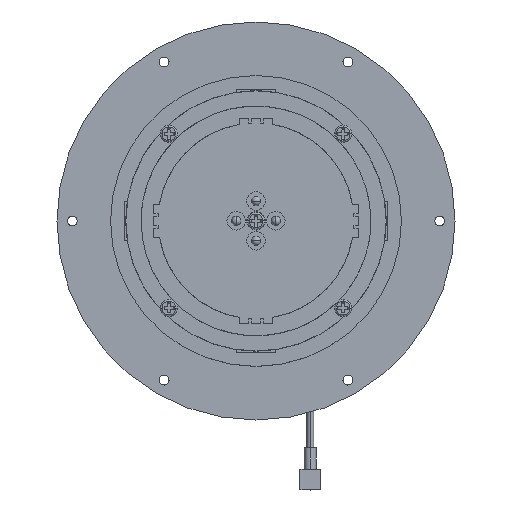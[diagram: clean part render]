
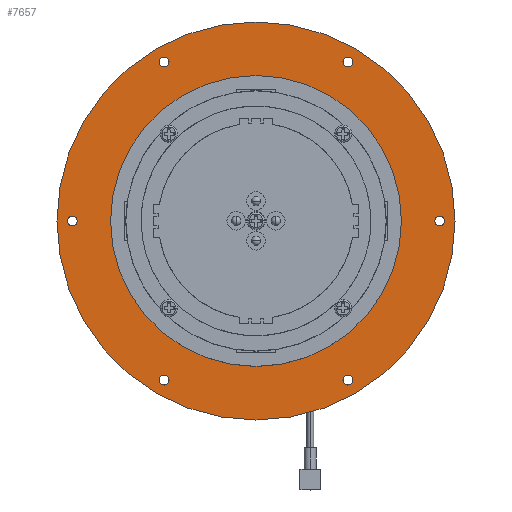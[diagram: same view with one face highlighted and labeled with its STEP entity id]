
A CAD part, top view. The second image highlights one B-rep face of the part: STEP entity #7657.
In plain terms, the highlighted planar face has unit normal (0, 0, 1).
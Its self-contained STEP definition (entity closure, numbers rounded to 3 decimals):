
#147 = EDGE_CURVE ( 'NONE', #1554, #6358, #9414, .T. ) ;
#227 = EDGE_LOOP ( 'NONE', ( #5418, #9235 ) ) ;
#336 = CARTESIAN_POINT ( 'NONE',  ( -347.625, -205.987, 1. ) ) ;
#493 = VERTEX_POINT ( 'NONE', #336 ) ;
#500 = DIRECTION ( 'NONE',  ( 1., 0., 0. ) ) ;
#556 = CARTESIAN_POINT ( 'NONE',  ( -376.025, -257.949, 1. ) ) ;
#594 = DIRECTION ( 'NONE',  ( 0., 0., 1. ) ) ;
#727 = DIRECTION ( 'NONE',  ( 1., 0., 0. ) ) ;
#774 = CARTESIAN_POINT ( 'NONE',  ( -374.425, -154.026, 1. ) ) ;
#852 = ORIENTED_EDGE ( 'NONE', *, *, #2860, .F. ) ;
#995 = ORIENTED_EDGE ( 'NONE', *, *, #2625, .F. ) ;
#1079 = EDGE_CURVE ( 'NONE', #7677, #2258, #2098, .T. ) ;
#1086 = DIRECTION ( 'NONE',  ( 0., 0., 1. ) ) ;
#1133 = ORIENTED_EDGE ( 'NONE', *, *, #3796, .T. ) ;
#1181 = DIRECTION ( 'NONE',  ( 0., 0., 1. ) ) ;
#1220 = CARTESIAN_POINT ( 'NONE',  ( -376.025, -154.026, 1. ) ) ;
#1352 = ORIENTED_EDGE ( 'NONE', *, *, #5654, .F. ) ;
#1382 = EDGE_CURVE ( 'NONE', #5833, #5471, #3326, .T. ) ;
#1408 = CARTESIAN_POINT ( 'NONE',  ( -466.025, -205.987, 1. ) ) ;
#1416 = DIRECTION ( 'NONE',  ( 1., 0., 0. ) ) ;
#1422 = DIRECTION ( 'NONE',  ( 0., 0., 1. ) ) ;
#1455 = EDGE_CURVE ( 'NONE', #5471, #5833, #3748, .T. ) ;
#1527 = EDGE_LOOP ( 'NONE', ( #2148, #5389 ) ) ;
#1554 = VERTEX_POINT ( 'NONE', #6693 ) ;
#1578 = DIRECTION ( 'NONE',  ( 1., 0., 0. ) ) ;
#1580 = CIRCLE ( 'NONE', #9246, 65. ) ;
#1590 = VERTEX_POINT ( 'NONE', #4459 ) ;
#1604 = AXIS2_PLACEMENT_3D ( 'NONE', #4937, #2773, #5747 ) ;
#1637 = AXIS2_PLACEMENT_3D ( 'NONE', #8653, #594, #500 ) ;
#1673 = ORIENTED_EDGE ( 'NONE', *, *, #1455, .F. ) ;
#1714 = DIRECTION ( 'NONE',  ( 0., 0., 1. ) ) ;
#1803 = EDGE_CURVE ( 'NONE', #3224, #7020, #5896, .T. ) ;
#1839 = DIRECTION ( 'NONE',  ( 1., 0., 0. ) ) ;
#1954 = EDGE_LOOP ( 'NONE', ( #2483, #1352 ) ) ;
#1971 = DIRECTION ( 'NONE',  ( 0., 0., 1. ) ) ;
#1974 = CARTESIAN_POINT ( 'NONE',  ( -391.025, -180.006, 1. ) ) ;
#2069 = CARTESIAN_POINT ( 'NONE',  ( -346.025, -205.987, 1. ) ) ;
#2089 = AXIS2_PLACEMENT_3D ( 'NONE', #1220, #2609, #3343 ) ;
#2092 = EDGE_LOOP ( 'NONE', ( #5537, #1133 ) ) ;
#2098 = CIRCLE ( 'NONE', #2089, 1.6 ) ;
#2111 = CARTESIAN_POINT ( 'NONE',  ( -436.025, -257.949, 1. ) ) ;
#2148 = ORIENTED_EDGE ( 'NONE', *, *, #147, .F. ) ;
#2258 = VERTEX_POINT ( 'NONE', #774 ) ;
#2447 = CARTESIAN_POINT ( 'NONE',  ( -434.425, -154.026, 1. ) ) ;
#2483 = ORIENTED_EDGE ( 'NONE', *, *, #1803, .F. ) ;
#2609 = DIRECTION ( 'NONE',  ( 0., 0., 1. ) ) ;
#2625 = EDGE_CURVE ( 'NONE', #6221, #7016, #8059, .T. ) ;
#2693 = AXIS2_PLACEMENT_3D ( 'NONE', #1408, #4161, #8709 ) ;
#2735 = DIRECTION ( 'NONE',  ( 1., 0., 0. ) ) ;
#2773 = DIRECTION ( 'NONE',  ( 0., 0., 1. ) ) ;
#2860 = EDGE_CURVE ( 'NONE', #493, #5687, #6981, .T. ) ;
#2874 = FACE_BOUND ( 'NONE', #8152, .T. ) ;
#2933 = DIRECTION ( 'NONE',  ( 0., 0., 1. ) ) ;
#2948 = CIRCLE ( 'NONE', #8612, 1.6 ) ;
#3109 = CIRCLE ( 'NONE', #7076, 65. ) ;
#3201 = EDGE_CURVE ( 'NONE', #2258, #7677, #5763, .T. ) ;
#3224 = VERTEX_POINT ( 'NONE', #7243 ) ;
#3326 = CIRCLE ( 'NONE', #5737, 1.6 ) ;
#3343 = DIRECTION ( 'NONE',  ( 1., 0., 0. ) ) ;
#3495 = FACE_BOUND ( 'NONE', #227, .T. ) ;
#3515 = CARTESIAN_POINT ( 'NONE',  ( -436.025, -257.949, 1. ) ) ;
#3529 = DIRECTION ( 'NONE',  ( 1., 0., 0. ) ) ;
#3555 = DIRECTION ( 'NONE',  ( 0., 0., 1. ) ) ;
#3641 = FACE_BOUND ( 'NONE', #1527, .T. ) ;
#3748 = CIRCLE ( 'NONE', #1604, 1.6 ) ;
#3796 = EDGE_CURVE ( 'NONE', #5809, #1590, #3109, .T. ) ;
#3865 = EDGE_LOOP ( 'NONE', ( #995, #5380 ) ) ;
#4161 = DIRECTION ( 'NONE',  ( 0., 0., 1. ) ) ;
#4285 = CARTESIAN_POINT ( 'NONE',  ( -344.425, -205.987, 1. ) ) ;
#4315 = EDGE_CURVE ( 'NONE', #1590, #5809, #1580, .T. ) ;
#4447 = EDGE_LOOP ( 'NONE', ( #1673, #6858 ) ) ;
#4459 = CARTESIAN_POINT ( 'NONE',  ( -471.025, -205.987, 1. ) ) ;
#4495 = CIRCLE ( 'NONE', #6919, 1.6 ) ;
#4707 = DIRECTION ( 'NONE',  ( 1., 0., 0. ) ) ;
#4894 = FACE_BOUND ( 'NONE', #3865, .T. ) ;
#4937 = CARTESIAN_POINT ( 'NONE',  ( -436.025, -154.026, 1. ) ) ;
#5037 = CARTESIAN_POINT ( 'NONE',  ( -436.025, -154.026, 1. ) ) ;
#5112 = CARTESIAN_POINT ( 'NONE',  ( -374.425, -257.949, 1. ) ) ;
#5315 = AXIS2_PLACEMENT_3D ( 'NONE', #2069, #8489, #2735 ) ;
#5380 = ORIENTED_EDGE ( 'NONE', *, *, #8606, .F. ) ;
#5389 = ORIENTED_EDGE ( 'NONE', *, *, #6417, .F. ) ;
#5418 = ORIENTED_EDGE ( 'NONE', *, *, #1079, .F. ) ;
#5471 = VERTEX_POINT ( 'NONE', #8984 ) ;
#5537 = ORIENTED_EDGE ( 'NONE', *, *, #4315, .T. ) ;
#5654 = EDGE_CURVE ( 'NONE', #7020, #3224, #4495, .T. ) ;
#5667 = CARTESIAN_POINT ( 'NONE',  ( -341.025, -205.987, 1. ) ) ;
#5687 = VERTEX_POINT ( 'NONE', #4285 ) ;
#5688 = DIRECTION ( 'NONE',  ( 0., 0., 1. ) ) ;
#5737 = AXIS2_PLACEMENT_3D ( 'NONE', #5037, #1422, #6549 ) ;
#5747 = DIRECTION ( 'NONE',  ( 1., 0., 0. ) ) ;
#5758 = DIRECTION ( 'NONE',  ( 1., 0., 0. ) ) ;
#5763 = CIRCLE ( 'NONE', #1637, 1.6 ) ;
#5809 = VERTEX_POINT ( 'NONE', #5667 ) ;
#5826 = FACE_BOUND ( 'NONE', #4447, .T. ) ;
#5833 = VERTEX_POINT ( 'NONE', #2447 ) ;
#5842 = CARTESIAN_POINT ( 'NONE',  ( -376.025, -257.949, 1. ) ) ;
#5896 = CIRCLE ( 'NONE', #2693, 1.6 ) ;
#5983 = DIRECTION ( 'NONE',  ( 1., 0., 0. ) ) ;
#6154 = ORIENTED_EDGE ( 'NONE', *, *, #7395, .F. ) ;
#6221 = VERTEX_POINT ( 'NONE', #8138 ) ;
#6358 = VERTEX_POINT ( 'NONE', #8429 ) ;
#6396 = DIRECTION ( 'NONE',  ( 1., 0., 0. ) ) ;
#6408 = FACE_BOUND ( 'NONE', #1954, .T. ) ;
#6417 = EDGE_CURVE ( 'NONE', #6358, #1554, #2948, .T. ) ;
#6549 = DIRECTION ( 'NONE',  ( 1., 0., 0. ) ) ;
#6602 = CARTESIAN_POINT ( 'NONE',  ( -406.025, -205.987, 1. ) ) ;
#6693 = CARTESIAN_POINT ( 'NONE',  ( -437.625, -257.949, 1. ) ) ;
#6858 = ORIENTED_EDGE ( 'NONE', *, *, #1382, .F. ) ;
#6919 = AXIS2_PLACEMENT_3D ( 'NONE', #7629, #8504, #1839 ) ;
#6981 = CIRCLE ( 'NONE', #5315, 1.6 ) ;
#7016 = VERTEX_POINT ( 'NONE', #5112 ) ;
#7020 = VERTEX_POINT ( 'NONE', #7339 ) ;
#7076 = AXIS2_PLACEMENT_3D ( 'NONE', #6602, #2933, #5983 ) ;
#7243 = CARTESIAN_POINT ( 'NONE',  ( -467.625, -205.987, 1. ) ) ;
#7280 = AXIS2_PLACEMENT_3D ( 'NONE', #5842, #8730, #5758 ) ;
#7339 = CARTESIAN_POINT ( 'NONE',  ( -464.425, -205.987, 1. ) ) ;
#7380 = AXIS2_PLACEMENT_3D ( 'NONE', #7463, #1714, #1578 ) ;
#7395 = EDGE_CURVE ( 'NONE', #5687, #493, #9237, .T. ) ;
#7463 = CARTESIAN_POINT ( 'NONE',  ( -346.025, -205.987, 1. ) ) ;
#7629 = CARTESIAN_POINT ( 'NONE',  ( -466.025, -205.987, 1. ) ) ;
#7657 = ADVANCED_FACE ( 'NONE', ( #7899, #3495, #5826, #6408, #3641, #4894, #2874 ), #9301, .T. ) ;
#7677 = VERTEX_POINT ( 'NONE', #8715 ) ;
#7702 = AXIS2_PLACEMENT_3D ( 'NONE', #1974, #5688, #1416 ) ;
#7899 = FACE_OUTER_BOUND ( 'NONE', #2092, .T. ) ;
#8059 = CIRCLE ( 'NONE', #7280, 1.6 ) ;
#8138 = CARTESIAN_POINT ( 'NONE',  ( -377.625, -257.949, 1. ) ) ;
#8152 = EDGE_LOOP ( 'NONE', ( #852, #6154 ) ) ;
#8429 = CARTESIAN_POINT ( 'NONE',  ( -434.425, -257.949, 1. ) ) ;
#8489 = DIRECTION ( 'NONE',  ( 0., 0., 1. ) ) ;
#8504 = DIRECTION ( 'NONE',  ( 0., 0., 1. ) ) ;
#8606 = EDGE_CURVE ( 'NONE', #7016, #6221, #9108, .T. ) ;
#8612 = AXIS2_PLACEMENT_3D ( 'NONE', #2111, #1971, #3529 ) ;
#8653 = CARTESIAN_POINT ( 'NONE',  ( -376.025, -154.026, 1. ) ) ;
#8709 = DIRECTION ( 'NONE',  ( 1., 0., 0. ) ) ;
#8715 = CARTESIAN_POINT ( 'NONE',  ( -377.625, -154.026, 1. ) ) ;
#8730 = DIRECTION ( 'NONE',  ( 0., 0., 1. ) ) ;
#8958 = AXIS2_PLACEMENT_3D ( 'NONE', #556, #1181, #6396 ) ;
#8961 = CARTESIAN_POINT ( 'NONE',  ( -406.025, -205.987, 1. ) ) ;
#8984 = CARTESIAN_POINT ( 'NONE',  ( -437.625, -154.026, 1. ) ) ;
#9108 = CIRCLE ( 'NONE', #8958, 1.6 ) ;
#9235 = ORIENTED_EDGE ( 'NONE', *, *, #3201, .F. ) ;
#9237 = CIRCLE ( 'NONE', #7380, 1.6 ) ;
#9246 = AXIS2_PLACEMENT_3D ( 'NONE', #8961, #1086, #4707 ) ;
#9267 = AXIS2_PLACEMENT_3D ( 'NONE', #3515, #3555, #727 ) ;
#9301 = PLANE ( 'NONE',  #7702 ) ;
#9414 = CIRCLE ( 'NONE', #9267, 1.6 ) ;
